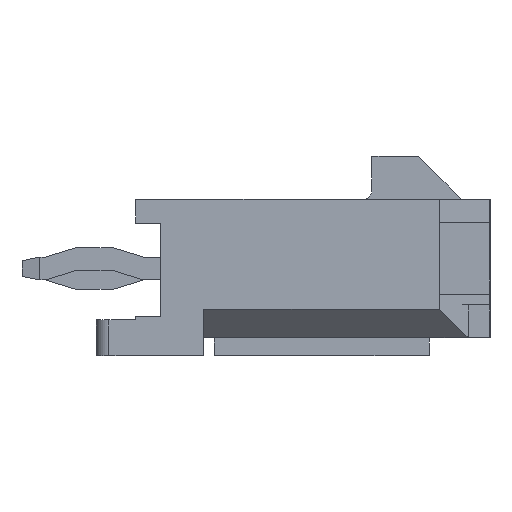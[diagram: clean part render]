
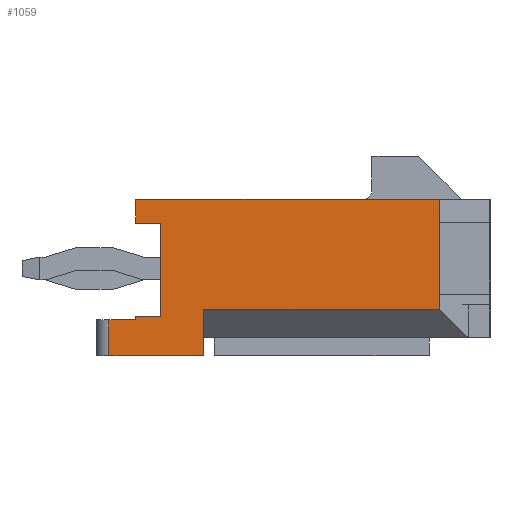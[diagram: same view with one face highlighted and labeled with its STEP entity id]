
A CAD part, left-side view. The second image highlights one B-rep face of the part: STEP entity #1059.
In plain terms, the highlighted planar face has unit normal (-1, 0, 0).
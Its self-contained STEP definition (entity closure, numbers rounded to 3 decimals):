
#1059 = ADVANCED_FACE( '', ( #2192 ), #2193, .T. );
#2192 = FACE_OUTER_BOUND( '', #3421, .T. );
#2193 = PLANE( '', #3422 );
#3421 = EDGE_LOOP( '', ( #6367, #6368, #6369, #6370, #6371, #6372, #6373, #6374, #6375, #6376, #6377, #6378, #6379, #6380 ) );
#3422 = AXIS2_PLACEMENT_3D( '', #6381, #6382, #6383 );
#6367 = ORIENTED_EDGE( '', *, *, #7840, .F. );
#6368 = ORIENTED_EDGE( '', *, *, #8332, .T. );
#6369 = ORIENTED_EDGE( '', *, *, #7708, .F. );
#6370 = ORIENTED_EDGE( '', *, *, #8615, .F. );
#6371 = ORIENTED_EDGE( '', *, *, #8251, .F. );
#6372 = ORIENTED_EDGE( '', *, *, #8224, .T. );
#6373 = ORIENTED_EDGE( '', *, *, #8950, .T. );
#6374 = ORIENTED_EDGE( '', *, *, #8908, .T. );
#6375 = ORIENTED_EDGE( '', *, *, #8951, .T. );
#6376 = ORIENTED_EDGE( '', *, *, #8894, .T. );
#6377 = ORIENTED_EDGE( '', *, *, #8952, .T. );
#6378 = ORIENTED_EDGE( '', *, *, #8578, .T. );
#6379 = ORIENTED_EDGE( '', *, *, #8880, .T. );
#6380 = ORIENTED_EDGE( '', *, *, #8953, .T. );
#6381 = CARTESIAN_POINT( '', ( -19.825, 0., 0. ) );
#6382 = DIRECTION( '', ( -1., 0., 0. ) );
#6383 = DIRECTION( '', ( 0., 0., 1. ) );
#7708 = EDGE_CURVE( '', #9233, #9234, #9235, .T. );
#7840 = EDGE_CURVE( '', #9468, #9470, #9471, .T. );
#8224 = EDGE_CURVE( '', #10144, #10142, #10145, .T. );
#8251 = EDGE_CURVE( '', #10144, #10191, #10192, .T. );
#8332 = EDGE_CURVE( '', #9468, #9234, #10315, .T. );
#8578 = EDGE_CURVE( '', #10686, #10690, #10692, .T. );
#8615 = EDGE_CURVE( '', #10191, #9233, #10743, .T. );
#8880 = EDGE_CURVE( '', #10690, #11081, #11084, .T. );
#8894 = EDGE_CURVE( '', #11096, #11101, #11103, .T. );
#8908 = EDGE_CURVE( '', #11116, #11121, #11123, .T. );
#8950 = EDGE_CURVE( '', #10142, #11116, #11173, .T. );
#8951 = EDGE_CURVE( '', #11121, #11096, #11174, .T. );
#8952 = EDGE_CURVE( '', #11101, #10686, #11175, .T. );
#8953 = EDGE_CURVE( '', #11081, #9470, #11176, .T. );
#9233 = VERTEX_POINT( '', #11486 );
#9234 = VERTEX_POINT( '', #11487 );
#9235 = LINE( '', #11488, #11489 );
#9468 = VERTEX_POINT( '', #11826 );
#9470 = VERTEX_POINT( '', #11829 );
#9471 = LINE( '', #11830, #11831 );
#10142 = VERTEX_POINT( '', #12832 );
#10144 = VERTEX_POINT( '', #12835 );
#10145 = LINE( '', #12836, #12837 );
#10191 = VERTEX_POINT( '', #12906 );
#10192 = LINE( '', #12907, #12908 );
#10315 = LINE( '', #13094, #13095 );
#10686 = VERTEX_POINT( '', #13667 );
#10690 = VERTEX_POINT( '', #13673 );
#10692 = LINE( '', #13675, #13676 );
#10743 = LINE( '', #13753, #13754 );
#11081 = VERTEX_POINT( '', #14276 );
#11084 = LINE( '', #14279, #14280 );
#11096 = VERTEX_POINT( '', #14297 );
#11101 = VERTEX_POINT( '', #14304 );
#11103 = LINE( '', #14307, #14308 );
#11116 = VERTEX_POINT( '', #14327 );
#11121 = VERTEX_POINT( '', #14334 );
#11123 = LINE( '', #14337, #14338 );
#11173 = LINE( '', #14414, #14415 );
#11174 = LINE( '', #14416, #14417 );
#11175 = LINE( '', #14418, #14419 );
#11176 = LINE( '', #14420, #14421 );
#11486 = CARTESIAN_POINT( '', ( -19.825, -3.536, -0.465 ) );
#11487 = CARTESIAN_POINT( '', ( -19.825, -3.536, -0.885 ) );
#11488 = CARTESIAN_POINT( '', ( -19.825, -3.536, 0. ) );
#11489 = VECTOR( '', #14844, 1000. );
#11826 = CARTESIAN_POINT( '', ( -19.825, 3.05, -0.885 ) );
#11829 = CARTESIAN_POINT( '', ( -19.825, 3.05, -2.185 ) );
#11830 = CARTESIAN_POINT( '', ( -19.825, 3.05, -1.685 ) );
#11831 = VECTOR( '', #14950, 1000. );
#12832 = CARTESIAN_POINT( '', ( -19.825, 4.95, 2.185 ) );
#12835 = CARTESIAN_POINT( '', ( -19.825, -3.536, 2.185 ) );
#12836 = CARTESIAN_POINT( '', ( -19.825, -4.95, 2.185 ) );
#12837 = VECTOR( '', #15285, 1000. );
#12906 = CARTESIAN_POINT( '', ( -19.825, -3.536, 1.535 ) );
#12907 = CARTESIAN_POINT( '', ( -19.825, -3.536, 0. ) );
#12908 = VECTOR( '', #15309, 1000. );
#13094 = CARTESIAN_POINT( '', ( -19.825, 0., -0.885 ) );
#13095 = VECTOR( '', #15373, 1000. );
#13667 = CARTESIAN_POINT( '', ( -19.825, 4.95, -1.185 ) );
#13673 = CARTESIAN_POINT( '', ( -19.825, 5.7, -1.185 ) );
#13675 = CARTESIAN_POINT( '', ( -19.825, 4.95, -1.185 ) );
#13676 = VECTOR( '', #15580, 1000. );
#13753 = CARTESIAN_POINT( '', ( -19.825, -3.536, 1.535 ) );
#13754 = VECTOR( '', #15607, 1000. );
#14276 = CARTESIAN_POINT( '', ( -19.825, 5.7, -2.185 ) );
#14279 = CARTESIAN_POINT( '', ( -19.825, 5.7, -1.185 ) );
#14280 = VECTOR( '', #15798, 1000. );
#14297 = CARTESIAN_POINT( '', ( -19.825, 4.25, -1.085 ) );
#14304 = CARTESIAN_POINT( '', ( -19.825, 4.95, -1.085 ) );
#14307 = CARTESIAN_POINT( '', ( -19.825, 0., -1.085 ) );
#14308 = VECTOR( '', #15810, 1000. );
#14327 = CARTESIAN_POINT( '', ( -19.825, 4.95, 1.515 ) );
#14334 = CARTESIAN_POINT( '', ( -19.825, 4.25, 1.515 ) );
#14337 = CARTESIAN_POINT( '', ( -19.825, 0., 1.515 ) );
#14338 = VECTOR( '', #15820, 1000. );
#14414 = CARTESIAN_POINT( '', ( -19.825, 4.95, 2.185 ) );
#14415 = VECTOR( '', #15850, 1000. );
#14416 = CARTESIAN_POINT( '', ( -19.825, 4.25, 0. ) );
#14417 = VECTOR( '', #15851, 1000. );
#14418 = CARTESIAN_POINT( '', ( -19.825, 4.95, 2.185 ) );
#14419 = VECTOR( '', #15852, 1000. );
#14420 = CARTESIAN_POINT( '', ( -19.825, 4.95, -2.185 ) );
#14421 = VECTOR( '', #15853, 1000. );
#14844 = DIRECTION( '', ( 0., 0., -1. ) );
#14950 = DIRECTION( '', ( 0., 0., -1. ) );
#15285 = DIRECTION( '', ( 0., 1., 0. ) );
#15309 = DIRECTION( '', ( 0., 0., -1. ) );
#15373 = DIRECTION( '', ( 0., -1., 0. ) );
#15580 = DIRECTION( '', ( 0., 1., 0. ) );
#15607 = DIRECTION( '', ( 0., 0., -1. ) );
#15798 = DIRECTION( '', ( 0., 0., -1. ) );
#15810 = DIRECTION( '', ( 0., 1., 0. ) );
#15820 = DIRECTION( '', ( 0., -1., 0. ) );
#15850 = DIRECTION( '', ( 0., 0., -1. ) );
#15851 = DIRECTION( '', ( 0., 0., -1. ) );
#15852 = DIRECTION( '', ( 0., 0., -1. ) );
#15853 = DIRECTION( '', ( 0., -1., 0. ) );
